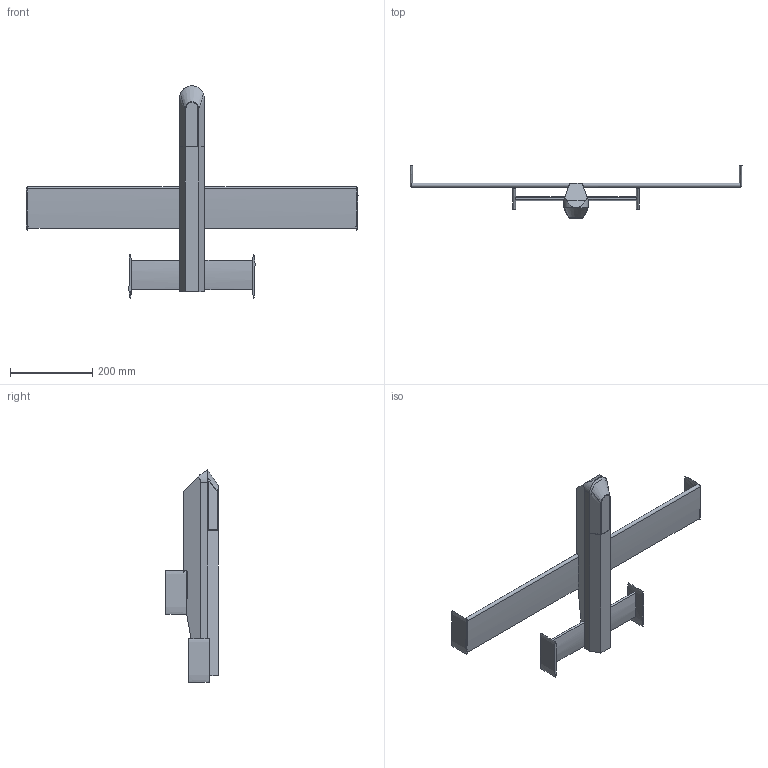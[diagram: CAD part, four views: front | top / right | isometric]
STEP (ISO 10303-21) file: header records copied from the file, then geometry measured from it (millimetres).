
FILE_DESCRIPTION(/* description */ ('','CAx-IF Rec.Pracs.---Representation and Presentation of Product Manufacturing Information (PMI)---4.0---2014-10-13'),/* implementation_level */ '2;1');
FILE_NAME(/* name */ 'Demo UAV.step',/* time_stamp */ '2025-05-29T14:54:12+01:00',/* author */ (''),/* organization */ (''),/* preprocessor_version */ 'ST-DEVELOPER v20',/* originating_system */ 'Autodesk Translation Framework v13.20.0.188',/* authorisation */ '');
FILE_SCHEMA (('AP242_MANAGED_MODEL_BASED_3D_ENGINEERING_MIM_LF { 1 0 10303 442 1 1 4 }'));
Length unit declared in the file: millimetre
Products named in the file (1): UAV
Bounding box: 806.2 x 126.98 x 515.36 mm (x, y, z)
Volume: 2664114.1 mm3; surface area: 374436.7 mm2
Topology: 2 solids, 2 shells, 85 faces, 224 edges, 146 vertices
Faces by surface type: plane 48, cylinder 19, bspline 18
Entity records: 4556 total; most frequent: CARTESIAN_POINT 2533, ORIENTED_EDGE 440, DIRECTION 363, EDGE_CURVE 220, VERTEX_POINT 144, LINE 133, VECTOR 133, AXIS2_PLACEMENT_3D 115
